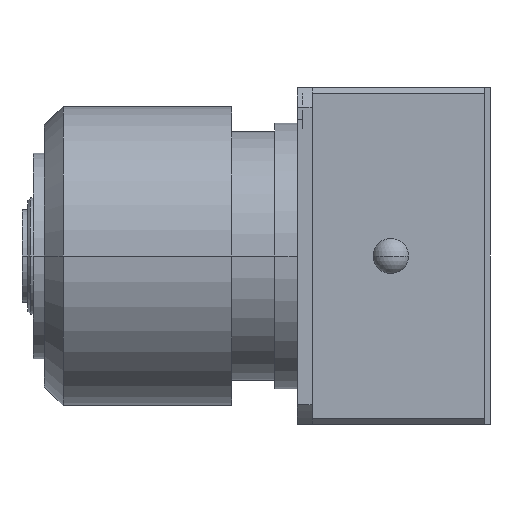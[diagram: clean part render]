
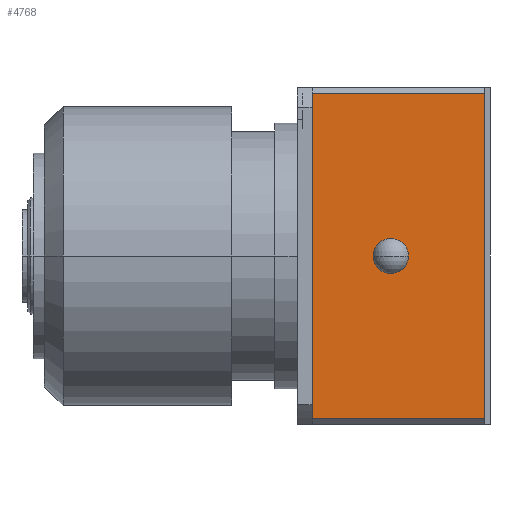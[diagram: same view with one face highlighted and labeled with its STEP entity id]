
A CAD part, left-side view. The second image highlights one B-rep face of the part: STEP entity #4768.
In plain terms, the highlighted planar face has unit normal (-1, 0, 0).
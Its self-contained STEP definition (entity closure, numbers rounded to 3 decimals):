
#145 = LINE ( 'NONE', #4794, #1652 ) ;
#385 = CARTESIAN_POINT ( 'NONE',  ( -11., 4.2, 8.7 ) ) ;
#409 = AXIS2_PLACEMENT_3D ( 'NONE', #2167, #1337, #4985 ) ;
#687 = CARTESIAN_POINT ( 'NONE',  ( -11., 0., 0. ) ) ;
#828 = CIRCLE ( 'NONE', #409, 0.94 ) ;
#834 = DIRECTION ( 'NONE',  ( 0., 0., -1. ) ) ;
#907 = VECTOR ( 'NONE', #3610, 1000. ) ;
#1096 = DIRECTION ( 'NONE',  ( 0., 0., -1. ) ) ;
#1337 = DIRECTION ( 'NONE',  ( 1., 0., 0. ) ) ;
#1365 = EDGE_LOOP ( 'NONE', ( #1804, #3422 ) ) ;
#1427 = FACE_BOUND ( 'NONE', #1365, .T. ) ;
#1441 = CIRCLE ( 'NONE', #2157, 0.94 ) ;
#1479 = CARTESIAN_POINT ( 'NONE',  ( -11., -5., 8.7 ) ) ;
#1499 = EDGE_CURVE ( 'NONE', #3204, #4306, #828, .T. ) ;
#1652 = VECTOR ( 'NONE', #4720, 1000. ) ;
#1732 = ORIENTED_EDGE ( 'NONE', *, *, #4803, .T. ) ;
#1804 = ORIENTED_EDGE ( 'NONE', *, *, #3652, .T. ) ;
#1923 = VERTEX_POINT ( 'NONE', #2585 ) ;
#1988 = FACE_OUTER_BOUND ( 'NONE', #3162, .T. ) ;
#2062 = CARTESIAN_POINT ( 'NONE',  ( -11., 4.2, 9. ) ) ;
#2157 = AXIS2_PLACEMENT_3D ( 'NONE', #687, #4796, #1096 ) ;
#2167 = CARTESIAN_POINT ( 'NONE',  ( -11., 0., 0. ) ) ;
#2340 = EDGE_CURVE ( 'NONE', #1923, #4427, #4451, .T. ) ;
#2459 = DIRECTION ( 'NONE',  ( 1., 0., 0. ) ) ;
#2478 = EDGE_CURVE ( 'NONE', #3395, #4837, #145, .T. ) ;
#2585 = CARTESIAN_POINT ( 'NONE',  ( -11., -5., 8.7 ) ) ;
#2622 = LINE ( 'NONE', #4415, #907 ) ;
#2641 = DIRECTION ( 'NONE',  ( 0., 1., 0. ) ) ;
#2740 = VECTOR ( 'NONE', #2872, 1000. ) ;
#2872 = DIRECTION ( 'NONE',  ( 0., 0., -1. ) ) ;
#3000 = LINE ( 'NONE', #2062, #2740 ) ;
#3162 = EDGE_LOOP ( 'NONE', ( #1732, #4655, #3369, #4969 ) ) ;
#3204 = VERTEX_POINT ( 'NONE', #3693 ) ;
#3209 = CARTESIAN_POINT ( 'NONE',  ( -11., -0.94, 0. ) ) ;
#3369 = ORIENTED_EDGE ( 'NONE', *, *, #4294, .F. ) ;
#3395 = VERTEX_POINT ( 'NONE', #4686 ) ;
#3422 = ORIENTED_EDGE ( 'NONE', *, *, #1499, .T. ) ;
#3610 = DIRECTION ( 'NONE',  ( 0., 0., -1. ) ) ;
#3652 = EDGE_CURVE ( 'NONE', #4306, #3204, #1441, .T. ) ;
#3693 = CARTESIAN_POINT ( 'NONE',  ( -11., 0.94, 0. ) ) ;
#4075 = AXIS2_PLACEMENT_3D ( 'NONE', #4875, #2459, #834 ) ;
#4294 = EDGE_CURVE ( 'NONE', #1923, #4837, #2622, .T. ) ;
#4306 = VERTEX_POINT ( 'NONE', #3209 ) ;
#4415 = CARTESIAN_POINT ( 'NONE',  ( -11., -5., 9. ) ) ;
#4427 = VERTEX_POINT ( 'NONE', #385 ) ;
#4451 = LINE ( 'NONE', #1479, #5012 ) ;
#4474 = PLANE ( 'NONE',  #4075 ) ;
#4655 = ORIENTED_EDGE ( 'NONE', *, *, #2478, .T. ) ;
#4686 = CARTESIAN_POINT ( 'NONE',  ( -11., 4.2, -8.7 ) ) ;
#4695 = CARTESIAN_POINT ( 'NONE',  ( -11., -5., -8.7 ) ) ;
#4720 = DIRECTION ( 'NONE',  ( 0., -1., 0. ) ) ;
#4768 = ADVANCED_FACE ( 'NONE', ( #1427, #1988 ), #4474, .F. ) ;
#4794 = CARTESIAN_POINT ( 'NONE',  ( -11., -5., -8.7 ) ) ;
#4796 = DIRECTION ( 'NONE',  ( 1., 0., 0. ) ) ;
#4803 = EDGE_CURVE ( 'NONE', #4427, #3395, #3000, .T. ) ;
#4837 = VERTEX_POINT ( 'NONE', #4695 ) ;
#4875 = CARTESIAN_POINT ( 'NONE',  ( -11., -5., 9. ) ) ;
#4969 = ORIENTED_EDGE ( 'NONE', *, *, #2340, .T. ) ;
#4985 = DIRECTION ( 'NONE',  ( 0., 0., -1. ) ) ;
#5012 = VECTOR ( 'NONE', #2641, 1000. ) ;
